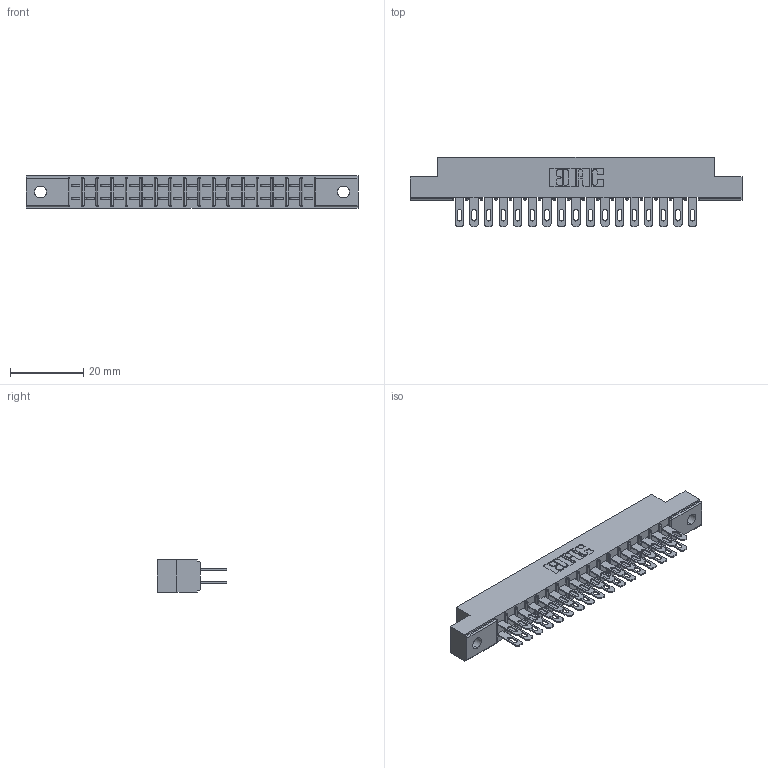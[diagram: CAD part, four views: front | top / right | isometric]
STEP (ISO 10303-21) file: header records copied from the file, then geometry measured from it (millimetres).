
FILE_DESCRIPTION (( 'STEP AP203' ), '1' );
FILE_NAME ('305-034-500-202.STEP', '2019-09-09T16:57:33', ( '' ), ( '' ), 'SwSTEP 2.0', 'SolidWorks 2016', '' );
FILE_SCHEMA (( 'CONFIG_CONTROL_DESIGN' ));
Length unit declared in the file: inch
Products named in the file (3): 305-034-500-202; 305 Part_.128 Dia; 305-290-001_500
Assembly tree (35 placements, depth 2):
  305-034-500-202
    305 Part_.128 Dia
    305-290-001_500  x34
Bounding box: 90.37 x 18.85 x 8.71 mm (x, y, z)
Volume: 5739.8 mm3; surface area: 10904 mm2
Topology: 35 solids, 35 shells, 1816 faces, 5195 edges, 3370 vertices
Faces by surface type: plane 1020, cylinder 728, sphere 68
Entity records: 21474 total; most frequent: CARTESIAN_POINT 3553, ORIENTED_EDGE 3522, DIRECTION 3459, EDGE_CURVE 1761, VECTOR 1395, LINE 1395, VERTEX_POINT 1126, AXIS2_PLACEMENT_3D 1032
